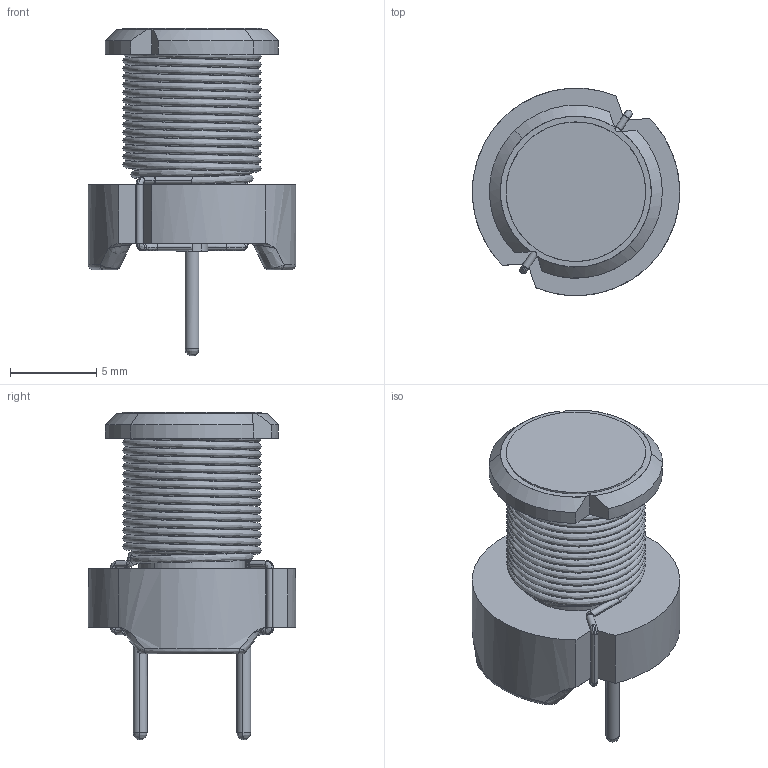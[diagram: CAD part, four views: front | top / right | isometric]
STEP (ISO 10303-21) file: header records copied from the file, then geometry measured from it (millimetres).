
FILE_DESCRIPTION(/* description */ (''),/* implementation_level */ '2;1');
FILE_NAME(/* name */ 'INDUCT~2',/* time_stamp */ '2018-02-26T11:42:50+03:00',/* author */ (''),/* organization */ (''),/* preprocessor_version */ 'ST-DEVELOPER v15',/* originating_system */ '',/* authorisation */ '');
FILE_SCHEMA (('AUTOMOTIVE_DESIGN'));
Length unit declared in the file: millimetre
Products named in the file (1): Document
Bounding box: 12.01 x 12.01 x 18.97 mm (x, y, z)
Volume: 7.2 mm3; surface area: 1803.5 mm2
Topology: 3 solids, 29 shells, 158 faces, 477 edges, 337 vertices
Faces by surface type: bspline 118, plane 40
Entity records: 18472 total; most frequent: CARTESIAN_POINT 15689, ORIENTED_EDGE 763, EDGE_CURVE 471, VERTEX_POINT 337, B_SPLINE_CURVE_WITH_KNOTS 217, EDGE_LOOP 175, ADVANCED_FACE 158, FACE_OUTER_BOUND 158
